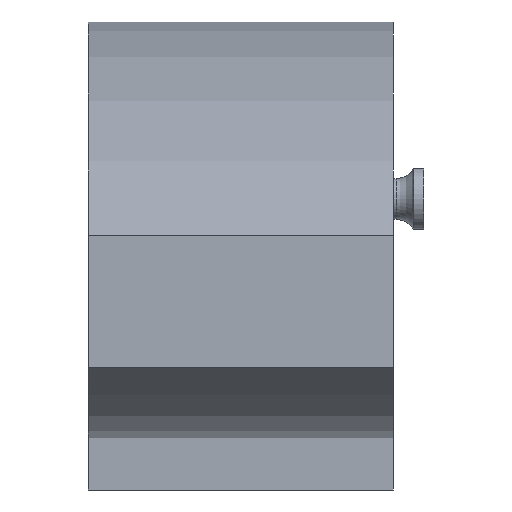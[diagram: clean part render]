
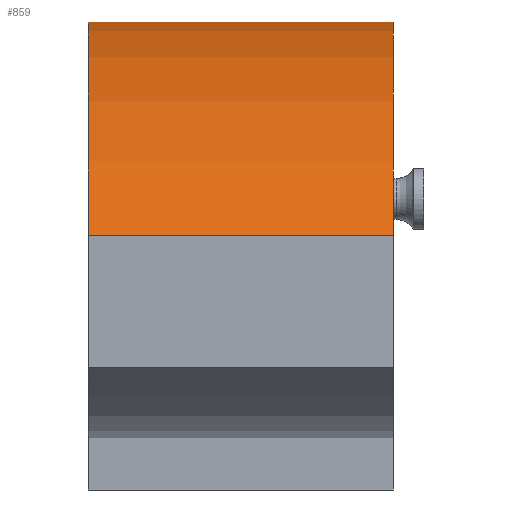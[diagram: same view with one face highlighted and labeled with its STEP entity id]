
A CAD part, left-side view. The second image highlights one B-rep face of the part: STEP entity #859.
In plain terms, the highlighted cylindrical face has radius 41.395 mm (diameter 82.791 mm), a partial arc.
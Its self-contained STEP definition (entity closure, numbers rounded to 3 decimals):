
#110=LINE('',#1512,#170);
#111=LINE('',#1514,#171);
#170=VECTOR('',#1255,10.);
#171=VECTOR('',#1258,10.);
#186=CYLINDRICAL_SURFACE('',#981,41.396);
#228=FACE_OUTER_BOUND('',#285,.T.);
#285=EDGE_LOOP('',(#801,#802,#803,#804));
#301=CIRCLE('',#895,41.396);
#334=CIRCLE('',#937,41.396);
#359=VERTEX_POINT('',#1293);
#369=VERTEX_POINT('',#1313);
#403=VERTEX_POINT('',#1398);
#404=VERTEX_POINT('',#1400);
#459=EDGE_CURVE('',#359,#369,#301,.T.);
#501=EDGE_CURVE('',#403,#404,#334,.T.);
#557=EDGE_CURVE('',#369,#404,#110,.T.);
#558=EDGE_CURVE('',#359,#403,#111,.T.);
#801=ORIENTED_EDGE('',*,*,#459,.T.);
#802=ORIENTED_EDGE('',*,*,#557,.T.);
#803=ORIENTED_EDGE('',*,*,#501,.F.);
#804=ORIENTED_EDGE('',*,*,#558,.F.);
#859=ADVANCED_FACE('',(#228),#186,.T.);
#895=AXIS2_PLACEMENT_3D('',#1315,#1036,#1037);
#937=AXIS2_PLACEMENT_3D('',#1401,#1129,#1130);
#981=AXIS2_PLACEMENT_3D('',#1513,#1256,#1257);
#1036=DIRECTION('center_axis',(0.,1.,0.));
#1037=DIRECTION('ref_axis',(-0.665,0.,0.746));
#1129=DIRECTION('center_axis',(0.,1.,0.));
#1130=DIRECTION('ref_axis',(-0.665,0.,0.746));
#1255=DIRECTION('',(0.,1.,0.));
#1256=DIRECTION('center_axis',(0.,1.,0.));
#1257=DIRECTION('ref_axis',(-0.665,0.,0.746));
#1258=DIRECTION('',(0.,1.,0.));
#1293=CARTESIAN_POINT('',(22.602,0.,0.503));
#1313=CARTESIAN_POINT('',(77.698,0.,0.503));
#1315=CARTESIAN_POINT('Origin',(50.15,0.,-30.395));
#1398=CARTESIAN_POINT('',(22.602,15.,0.503));
#1400=CARTESIAN_POINT('',(77.698,15.,0.503));
#1401=CARTESIAN_POINT('Origin',(50.15,15.,-30.395));
#1512=CARTESIAN_POINT('',(77.698,0.,0.503));
#1513=CARTESIAN_POINT('Origin',(50.15,0.,-30.395));
#1514=CARTESIAN_POINT('',(22.602,0.,0.503));
